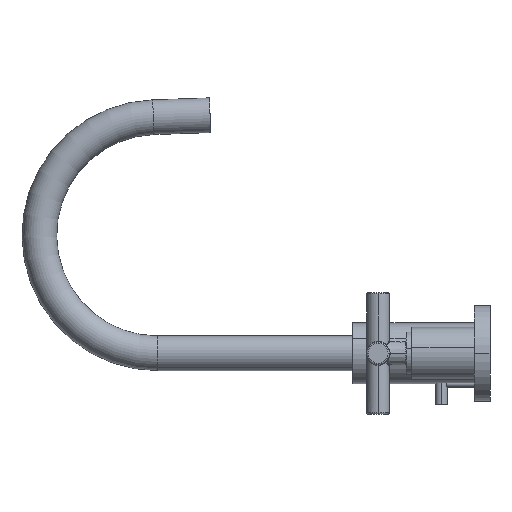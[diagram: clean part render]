
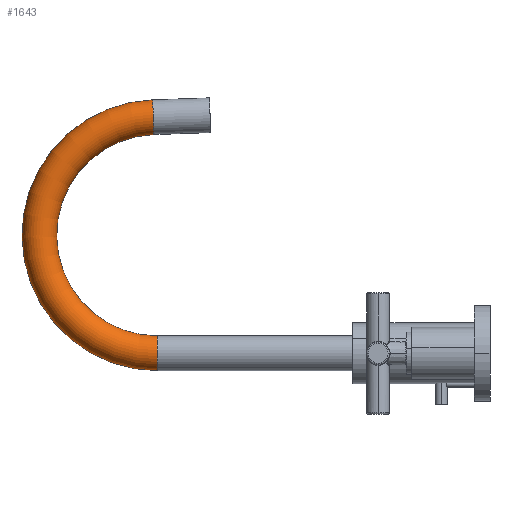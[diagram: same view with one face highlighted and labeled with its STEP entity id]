
A CAD part, left-side view. The second image highlights one B-rep face of the part: STEP entity #1643.
In plain terms, the highlighted toroidal (fillet/blend) face has major radius 68 mm and minor radius 10 mm.
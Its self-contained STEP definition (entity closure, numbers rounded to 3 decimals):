
#55 = CARTESIAN_POINT ( 'NONE',  ( 0., 112.5, 68. ) ) ;
#137 = CARTESIAN_POINT ( 'NONE',  ( 0., 112.5, -10. ) ) ;
#284 = ORIENTED_EDGE ( 'NONE', *, *, #681, .F. ) ;
#377 = ORIENTED_EDGE ( 'NONE', *, *, #1505, .F. ) ;
#416 = VERTEX_POINT ( 'NONE', #1728 ) ;
#450 = CARTESIAN_POINT ( 'NONE',  ( 0., 112.5, 0. ) ) ;
#607 = FACE_OUTER_BOUND ( 'NONE', #3224, .T. ) ;
#619 = EDGE_CURVE ( 'NONE', #416, #2785, #1838, .T. ) ;
#681 = EDGE_CURVE ( 'NONE', #3349, #805, #1760, .T. ) ;
#687 = TOROIDAL_SURFACE ( 'NONE', #2127, 68., 10. ) ;
#694 = DIRECTION ( 'NONE',  ( 1., 0., 0. ) ) ;
#703 = CARTESIAN_POINT ( 'NONE',  ( 0., 112.5, 68. ) ) ;
#711 = DIRECTION ( 'NONE',  ( 0., 0., 1. ) ) ;
#727 = EDGE_CURVE ( 'NONE', #3349, #416, #2472, .T. ) ;
#800 = CARTESIAN_POINT ( 'NONE',  ( 0., 114.873, 135.959 ) ) ;
#805 = VERTEX_POINT ( 'NONE', #1049 ) ;
#843 = DIRECTION ( 'NONE',  ( 0., 0., -1. ) ) ;
#971 = DIRECTION ( 'NONE',  ( 0., 0., -1. ) ) ;
#1049 = CARTESIAN_POINT ( 'NONE',  ( 0., 115.222, 145.952 ) ) ;
#1066 = DIRECTION ( 'NONE',  ( 0., -0.035, -0.999 ) ) ;
#1197 = AXIS2_PLACEMENT_3D ( 'NONE', #2283, #694, #2563 ) ;
#1505 = EDGE_CURVE ( 'NONE', #805, #2785, #2173, .T. ) ;
#1643 = ADVANCED_FACE ( 'NONE', ( #607 ), #687, .T. ) ;
#1728 = CARTESIAN_POINT ( 'NONE',  ( 0., 112.5, 10. ) ) ;
#1760 = CIRCLE ( 'NONE', #1897, 78. ) ;
#1838 = CIRCLE ( 'NONE', #1197, 58. ) ;
#1892 = DIRECTION ( 'NONE',  ( 1., 0., 0. ) ) ;
#1897 = AXIS2_PLACEMENT_3D ( 'NONE', #703, #2570, #971 ) ;
#1973 = CARTESIAN_POINT ( 'NONE',  ( 0., 114.524, 125.965 ) ) ;
#2127 = AXIS2_PLACEMENT_3D ( 'NONE', #55, #1892, #843 ) ;
#2173 = CIRCLE ( 'NONE', #3260, 10. ) ;
#2184 = ORIENTED_EDGE ( 'NONE', *, *, #619, .T. ) ;
#2259 = AXIS2_PLACEMENT_3D ( 'NONE', #450, #2305, #711 ) ;
#2283 = CARTESIAN_POINT ( 'NONE',  ( 0., 112.5, 68. ) ) ;
#2305 = DIRECTION ( 'NONE',  ( 0., 1., 0. ) ) ;
#2472 = CIRCLE ( 'NONE', #2259, 10. ) ;
#2563 = DIRECTION ( 'NONE',  ( 0., 0., -1. ) ) ;
#2570 = DIRECTION ( 'NONE',  ( 1., 0., 0. ) ) ;
#2616 = ORIENTED_EDGE ( 'NONE', *, *, #727, .T. ) ;
#2665 = DIRECTION ( 'NONE',  ( 0., -0.999, 0.035 ) ) ;
#2785 = VERTEX_POINT ( 'NONE', #1973 ) ;
#3224 = EDGE_LOOP ( 'NONE', ( #284, #2616, #2184, #377 ) ) ;
#3260 = AXIS2_PLACEMENT_3D ( 'NONE', #800, #2665, #1066 ) ;
#3349 = VERTEX_POINT ( 'NONE', #137 ) ;
